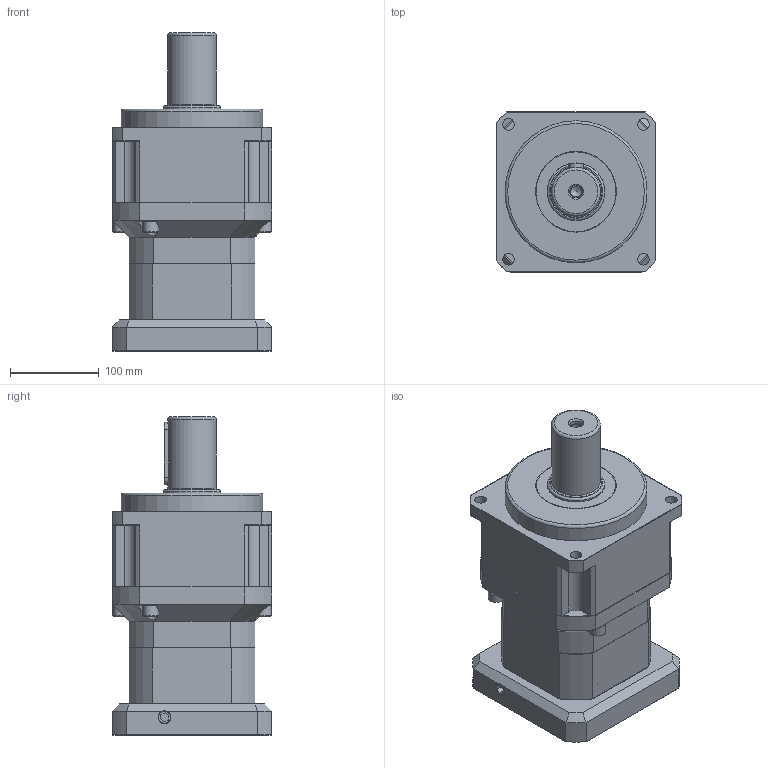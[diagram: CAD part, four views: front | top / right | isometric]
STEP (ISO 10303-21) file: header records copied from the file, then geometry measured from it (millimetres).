
FILE_DESCRIPTION((''),'2;1');
FILE_NAME('KSB-180-2.stp','2021-06-03T14:22:52',('young'),(''),'Autodesk Inventor 2012','Autodesk Inventor 2012','');
FILE_SCHEMA(('AUTOMOTIVE_DESIGN { 1 0 10303 214 1 1 1 1 }'));
Length unit declared in the file: millimetre
Products named in the file (4): 조립품2; KSB-180-2; PT3-8; 142-Input S35 key
Assembly tree (4 placements, depth 2):
  조립품2
    KSB-180-2
    PT3-8  x2
    142-Input S35 key
Bounding box: 180 x 180 x 358.5 mm (x, y, z)
Volume: 6098230 mm3; surface area: 575456.6 mm2
Topology: 21 solids, 21 shells, 706 faces, 1695 edges, 1077 vertices
Faces by surface type: plane 384, cylinder 201, cone 90, torus 18, bspline 13
Full cylindrical faces by diameter (mm): 6.8 x4, 7 x1, 8.5 x12, 8.6 x1, 10 x5, 10.2 x4, 10.5 x8, 11 x1, 12 x5, 13 x4, 14 x5, 14.5 x4, 16 x5, 18 x4, 22 x1, 38.5 x1, 42 x1, 42.5 x1, 43 x1, 44.9 x2, 48.5 x1, 49.8 x1, 50 x1, 55 x1, 62 x1, 64.8 x1, 65 x1, 72 x2, 90 x2, 108 x1
Entity records: 20258 total; most frequent: CARTESIAN_POINT 4500, DIRECTION 3293, ORIENTED_EDGE 2954, EDGE_CURVE 1477, AXIS2_PLACEMENT_3D 1247, VERTEX_POINT 1023, EDGE_LOOP 946, VECTOR 799
